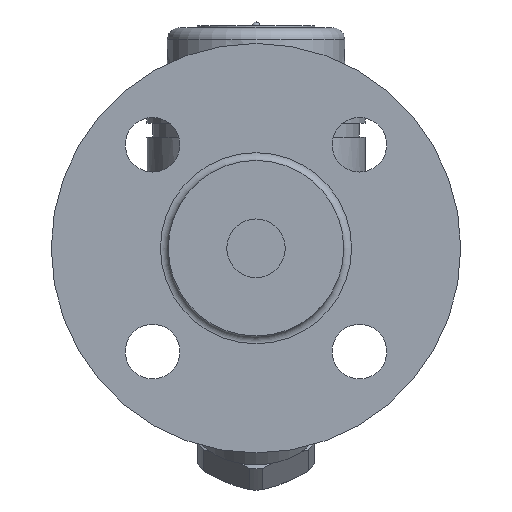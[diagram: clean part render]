
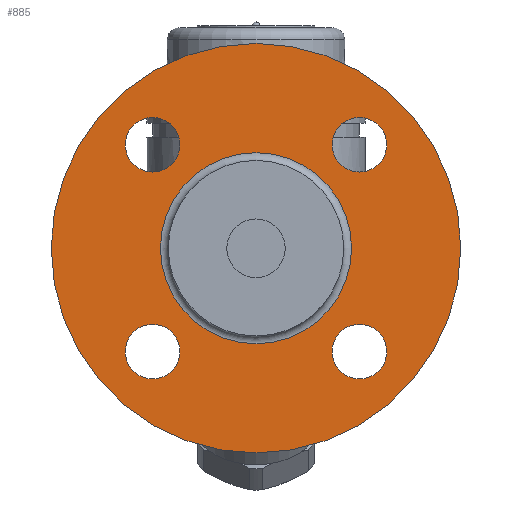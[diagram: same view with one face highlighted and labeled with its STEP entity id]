
A CAD part, left-side view. The second image highlights one B-rep face of the part: STEP entity #885.
In plain terms, the highlighted planar face has unit normal (-1, 0, 0).
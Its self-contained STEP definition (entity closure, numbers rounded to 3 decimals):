
#477=CARTESIAN_POINT('',(-73.,-33.517,-26.517));
#478=VERTEX_POINT('',#477);
#479=CARTESIAN_POINT('',(-73.,-26.517,-26.517));
#480=DIRECTION('',(1.0,0.0,0.0));
#481=DIRECTION('',(0.0,-1.0,0.0));
#482=AXIS2_PLACEMENT_3D('',#479,#480,#481);
#483=CIRCLE('',#482,7.);
#484=EDGE_CURVE('',#478,#478,#483,.T.);
#505=CARTESIAN_POINT('',(-73.,26.517,-33.517));
#506=VERTEX_POINT('',#505);
#507=CARTESIAN_POINT('',(-73.,26.517,-26.517));
#508=DIRECTION('',(1.0,0.0,0.0));
#509=DIRECTION('',(0.0,0.0,-1.0));
#510=AXIS2_PLACEMENT_3D('',#507,#508,#509);
#511=CIRCLE('',#510,7.);
#512=EDGE_CURVE('',#506,#506,#511,.T.);
#533=CARTESIAN_POINT('',(-73.,33.517,26.517));
#534=VERTEX_POINT('',#533);
#535=CARTESIAN_POINT('',(-73.,26.517,26.517));
#536=DIRECTION('',(1.0,0.0,0.0));
#537=DIRECTION('',(0.0,1.0,0.0));
#538=AXIS2_PLACEMENT_3D('',#535,#536,#537);
#539=CIRCLE('',#538,7.);
#540=EDGE_CURVE('',#534,#534,#539,.T.);
#561=CARTESIAN_POINT('',(-73.,-26.517,33.517));
#562=VERTEX_POINT('',#561);
#563=CARTESIAN_POINT('',(-73.,-26.517,26.517));
#564=DIRECTION('',(1.0,0.0,0.0));
#565=DIRECTION('',(0.0,0.0,1.0));
#566=AXIS2_PLACEMENT_3D('',#563,#564,#565);
#567=CIRCLE('',#566,7.);
#568=EDGE_CURVE('',#562,#562,#567,.T.);
#754=CARTESIAN_POINT('',(-73.,0.0,52.5));
#755=VERTEX_POINT('',#754);
#756=CARTESIAN_POINT('',(-73.,0.0,0.));
#757=DIRECTION('',(-1.0,0.0,0.0));
#758=DIRECTION('',(0.0,0.0,1.0));
#759=AXIS2_PLACEMENT_3D('',#756,#757,#758);
#760=CIRCLE('',#759,52.5);
#761=EDGE_CURVE('',#755,#755,#760,.T.);
#839=CARTESIAN_POINT('',(-73.,0.0,24.5));
#840=VERTEX_POINT('',#839);
#841=CARTESIAN_POINT('',(-73.,0.0,0.));
#842=DIRECTION('',(-1.0,0.0,0.0));
#843=DIRECTION('',(0.0,0.0,-1.0));
#844=AXIS2_PLACEMENT_3D('',#841,#842,#843);
#845=CIRCLE('',#844,24.5);
#846=EDGE_CURVE('',#840,#840,#845,.T.);
#862=CARTESIAN_POINT('',(-73.,0.0,37.5));
#863=DIRECTION('',(-1.0,0.0,0.0));
#864=DIRECTION('',(0.0,0.0,1.0));
#865=AXIS2_PLACEMENT_3D('',#862,#863,#864);
#866=PLANE('',#865);
#867=ORIENTED_EDGE('',*,*,#761,.T.);
#868=EDGE_LOOP('',(#867));
#869=FACE_OUTER_BOUND('',#868,.T.);
#870=ORIENTED_EDGE('',*,*,#484,.T.);
#871=EDGE_LOOP('',(#870));
#872=FACE_BOUND('',#871,.T.);
#873=ORIENTED_EDGE('',*,*,#512,.T.);
#874=EDGE_LOOP('',(#873));
#875=FACE_BOUND('',#874,.T.);
#876=ORIENTED_EDGE('',*,*,#540,.T.);
#877=EDGE_LOOP('',(#876));
#878=FACE_BOUND('',#877,.T.);
#879=ORIENTED_EDGE('',*,*,#568,.T.);
#880=EDGE_LOOP('',(#879));
#881=FACE_BOUND('',#880,.T.);
#882=ORIENTED_EDGE('',*,*,#846,.F.);
#883=EDGE_LOOP('',(#882));
#884=FACE_BOUND('',#883,.T.);
#885=ADVANCED_FACE('',(#869,#872,#875,#878,#881,#884),#866,.T.);
